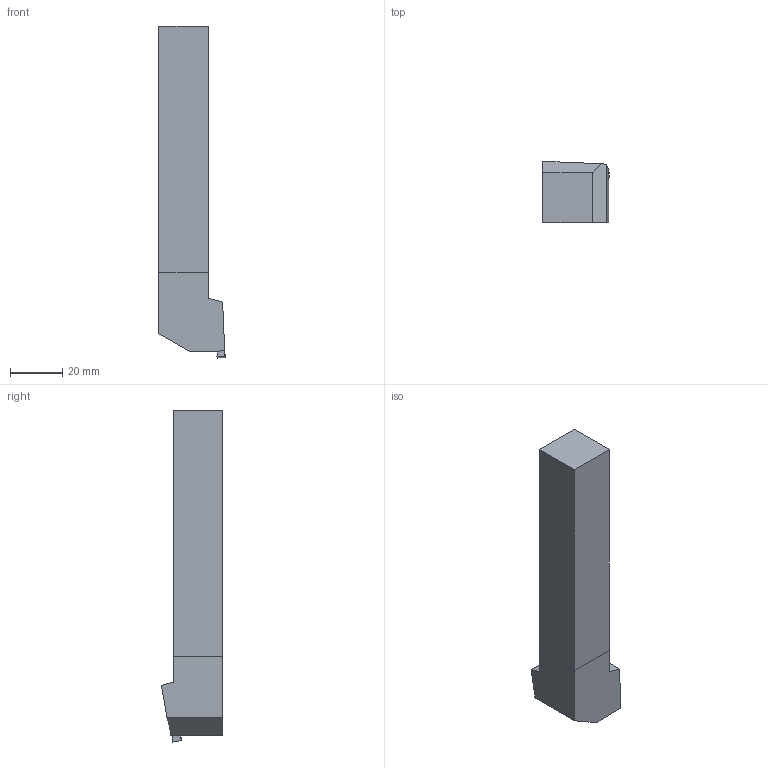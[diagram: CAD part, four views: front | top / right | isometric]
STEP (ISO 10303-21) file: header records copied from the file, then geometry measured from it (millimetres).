
FILE_DESCRIPTION(/* description */ (''),/* implementation_level */ '2;1');
FILE_NAME(/* name */ 'CEL0755-10Q.stp',/* time_stamp */ '2018-03-29T15:43:54+05:00',/* author */ (''),/* organization */ (''),/* preprocessor_version */ 'ST-DEVELOPER v16',/* originating_system */ 'SIEMENS PLM Software NX 11.0',/* authorisation */ '');
FILE_SCHEMA (('AUTOMOTIVE_DESIGN { 1 0 10303 214 3 1 1 1 }'));
Length unit declared in the file: millimetre
Products named in the file (1): CEL0755-10Q
Bounding box: 25.4 x 23.43 x 127.02 mm (x, y, z)
Volume: 47212.2 mm3; surface area: 11559.3 mm2
Topology: 3 solids, 3 shells, 36 faces, 91 edges, 61 vertices
Faces by surface type: plane 32, bspline 4
Entity records: 1419 total; most frequent: CARTESIAN_POINT 524, ORIENTED_EDGE 182, DIRECTION 145, EDGE_CURVE 91, LINE 73, VECTOR 73, VERTEX_POINT 61, ADVANCED_FACE 36
